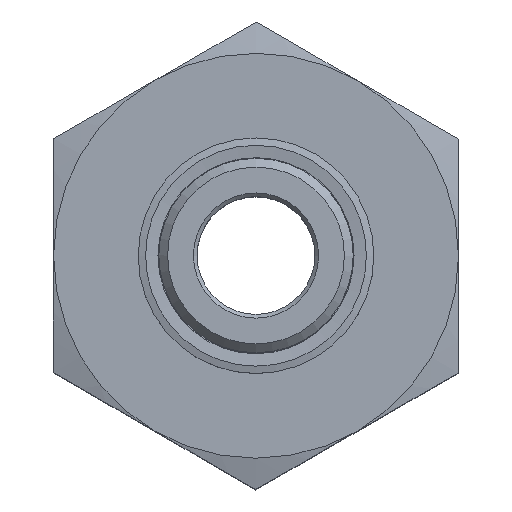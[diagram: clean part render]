
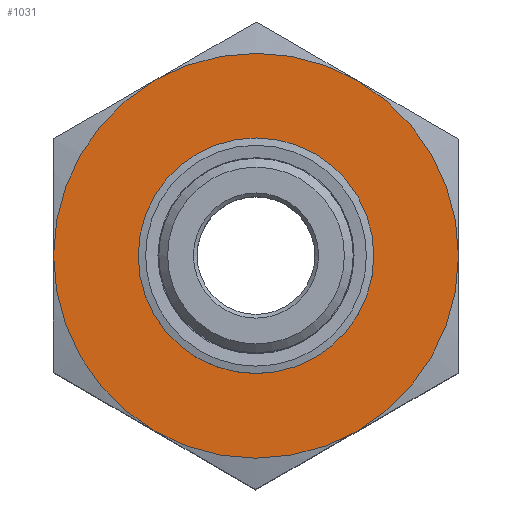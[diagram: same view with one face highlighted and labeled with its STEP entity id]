
A CAD part, top view. The second image highlights one B-rep face of the part: STEP entity #1031.
In plain terms, the highlighted planar face has unit normal (0, 0, 1).
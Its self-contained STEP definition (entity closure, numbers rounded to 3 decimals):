
#441=CARTESIAN_POINT('',(13.774,23.802,36.0));
#442=VERTEX_POINT('',#441);
#495=CARTESIAN_POINT('',(-13.726,23.83,36.0));
#496=VERTEX_POINT('',#495);
#542=CARTESIAN_POINT('',(-27.5,0.028,36.0));
#543=VERTEX_POINT('',#542);
#656=CARTESIAN_POINT('',(27.5,-0.028,36.0));
#657=VERTEX_POINT('',#656);
#672=CARTESIAN_POINT('',(0.,0.,36.0));
#673=DIRECTION('',(0.0,0.0,1.0));
#674=DIRECTION('',(-1.0,0.0,0.0));
#675=AXIS2_PLACEMENT_3D('',#672,#673,#674);
#676=CIRCLE('',#675,27.5);
#677=EDGE_CURVE('',#657,#442,#676,.T.);
#689=CARTESIAN_POINT('',(13.726,-23.83,36.0));
#690=VERTEX_POINT('',#689);
#717=CARTESIAN_POINT('',(0.,0.,36.0));
#718=DIRECTION('',(0.0,0.0,1.0));
#719=DIRECTION('',(-1.0,0.0,0.0));
#720=AXIS2_PLACEMENT_3D('',#717,#718,#719);
#721=CIRCLE('',#720,27.5);
#722=EDGE_CURVE('',#690,#657,#721,.T.);
#734=CARTESIAN_POINT('',(-13.774,-23.802,36.0));
#735=VERTEX_POINT('',#734);
#762=CARTESIAN_POINT('',(0.,0.,36.0));
#763=DIRECTION('',(0.0,0.0,1.0));
#764=DIRECTION('',(-1.0,0.0,0.0));
#765=AXIS2_PLACEMENT_3D('',#762,#763,#764);
#766=CIRCLE('',#765,27.5);
#767=EDGE_CURVE('',#735,#690,#766,.T.);
#790=CARTESIAN_POINT('',(0.,0.,36.0));
#791=DIRECTION('',(0.0,0.0,1.0));
#792=DIRECTION('',(-1.0,0.0,0.0));
#793=AXIS2_PLACEMENT_3D('',#790,#791,#792);
#794=CIRCLE('',#793,27.5);
#795=EDGE_CURVE('',#543,#735,#794,.T.);
#807=CARTESIAN_POINT('',(0.,0.,36.0));
#808=DIRECTION('',(0.0,0.0,1.0));
#809=DIRECTION('',(-1.0,0.0,0.0));
#810=AXIS2_PLACEMENT_3D('',#807,#808,#809);
#811=CIRCLE('',#810,27.5);
#812=EDGE_CURVE('',#496,#543,#811,.T.);
#824=CARTESIAN_POINT('',(0.,0.,36.0));
#825=DIRECTION('',(0.0,0.0,1.0));
#826=DIRECTION('',(-1.0,0.0,0.0));
#827=AXIS2_PLACEMENT_3D('',#824,#825,#826);
#828=CIRCLE('',#827,27.5);
#829=EDGE_CURVE('',#442,#496,#828,.T.);
#1003=CARTESIAN_POINT('',(16.0,0.,36.0));
#1004=VERTEX_POINT('',#1003);
#1005=CARTESIAN_POINT('',(0.,0.,36.0));
#1006=DIRECTION('',(0.0,0.0,1.0));
#1007=DIRECTION('',(-1.0,0.0,0.0));
#1008=AXIS2_PLACEMENT_3D('',#1005,#1006,#1007);
#1009=CIRCLE('',#1008,16.0);
#1010=EDGE_CURVE('',#1004,#1004,#1009,.T.);
#1015=CARTESIAN_POINT('',(0.,0.,36.0));
#1016=DIRECTION('',(0.0,0.0,1.0));
#1017=DIRECTION('',(1.0,0.0,0.0));
#1018=AXIS2_PLACEMENT_3D('',#1015,#1016,#1017);
#1019=PLANE('',#1018);
#1020=ORIENTED_EDGE('',*,*,#829,.T.);
#1021=ORIENTED_EDGE('',*,*,#812,.T.);
#1022=ORIENTED_EDGE('',*,*,#795,.T.);
#1023=ORIENTED_EDGE('',*,*,#767,.T.);
#1024=ORIENTED_EDGE('',*,*,#722,.T.);
#1025=ORIENTED_EDGE('',*,*,#677,.T.);
#1026=EDGE_LOOP('',(#1020,#1021,#1022,#1023,#1024,#1025));
#1027=FACE_OUTER_BOUND('',#1026,.T.);
#1028=ORIENTED_EDGE('',*,*,#1010,.F.);
#1029=EDGE_LOOP('',(#1028));
#1030=FACE_BOUND('',#1029,.T.);
#1031=ADVANCED_FACE('',(#1027,#1030),#1019,.T.);
